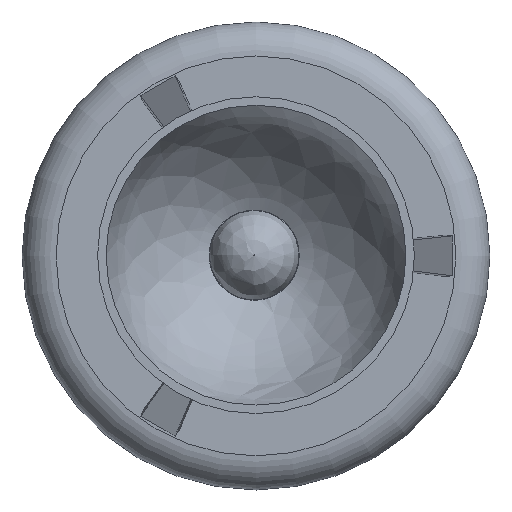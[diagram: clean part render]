
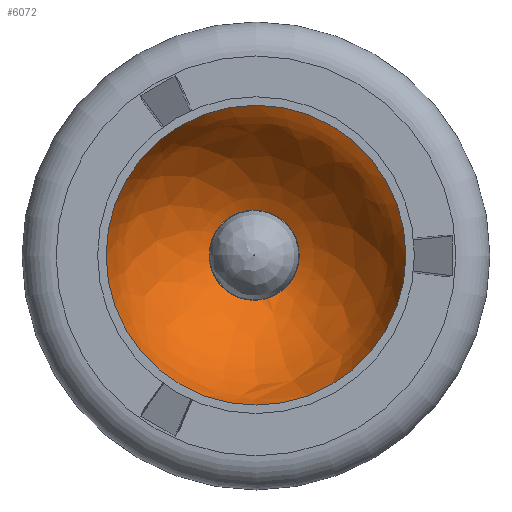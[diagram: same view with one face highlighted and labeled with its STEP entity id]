
A CAD part, top view. The second image highlights one B-rep face of the part: STEP entity #6072.
In plain terms, the highlighted free-form (B-spline) face has degree [2, 2] with [3, 9] control points.
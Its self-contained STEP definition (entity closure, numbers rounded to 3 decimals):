
#266=(
BOUNDED_SURFACE()
B_SPLINE_SURFACE(2,2,((#9576,#9577,#9578,#9579,#9580,#9581,#9582,#9583,
#9584),(#9585,#9586,#9587,#9588,#9589,#9590,#9591,#9592,#9593),(#9594,#9595,
#9596,#9597,#9598,#9599,#9600,#9601,#9602)),.UNSPECIFIED.,.F.,.T.,.F.)
B_SPLINE_SURFACE_WITH_KNOTS((3,3),(3,2,2,2,3),(0.218,1.295),
(-3.142,-1.571,0.,1.571,3.142),
 .UNSPECIFIED.)
GEOMETRIC_REPRESENTATION_ITEM()
RATIONAL_B_SPLINE_SURFACE(((1.,0.707,1.,0.707,1.,
0.707,1.,0.707,1.),(0.858,0.607,
0.858,0.607,0.858,0.607,
0.858,0.607,0.858),(1.,0.707,
1.,0.707,1.,0.707,1.,0.707,1.)))
REPRESENTATION_ITEM('')
SURFACE()
);
#309=CIRCLE('',#6602,5.761);
#310=CIRCLE('',#6603,5.761);
#311=CIRCLE('',#6605,116.97);
#312=CIRCLE('',#6606,88.099);
#616=FACE_OUTER_BOUND('',#980,.T.);
#980=EDGE_LOOP('',(#4166,#4167,#4168,#4169,#4170));
#2564=VERTEX_POINT('',#9570);
#2565=VERTEX_POINT('',#9572);
#2566=VERTEX_POINT('',#9603);
#3184=EDGE_CURVE('',#2565,#2564,#309,.T.);
#3185=EDGE_CURVE('',#2564,#2565,#310,.T.);
#3186=EDGE_CURVE('',#2565,#2566,#311,.T.);
#3187=EDGE_CURVE('',#2566,#2566,#312,.T.);
#4166=ORIENTED_EDGE('',*,*,#3185,.T.);
#4167=ORIENTED_EDGE('',*,*,#3186,.T.);
#4168=ORIENTED_EDGE('',*,*,#3187,.F.);
#4169=ORIENTED_EDGE('',*,*,#3186,.F.);
#4170=ORIENTED_EDGE('',*,*,#3184,.T.);
#6072=ADVANCED_FACE('',(#616),#266,.T.);
#6602=AXIS2_PLACEMENT_3D('',#9573,#7347,#7348);
#6603=AXIS2_PLACEMENT_3D('',#9574,#7349,#7350);
#6605=AXIS2_PLACEMENT_3D('',#9604,#7353,#7354);
#6606=AXIS2_PLACEMENT_3D('',#9605,#7355,#7356);
#7347=DIRECTION('center_axis',(0.,0.,-1.));
#7348=DIRECTION('ref_axis',(0.,1.,0.));
#7349=DIRECTION('center_axis',(0.,0.,-1.));
#7350=DIRECTION('ref_axis',(0.,1.,0.));
#7353=DIRECTION('center_axis',(-0.866,0.5,0.));
#7354=DIRECTION('ref_axis',(-0.5,-0.866,0.));
#7355=DIRECTION('center_axis',(0.,0.,-1.));
#7356=DIRECTION('ref_axis',(-0.5,-0.866,0.));
#9570=CARTESIAN_POINT('',(0.,-5.761,205.213));
#9572=CARTESIAN_POINT('',(-2.881,-4.989,205.213));
#9573=CARTESIAN_POINT('Origin',(0.,0.,205.213));
#9574=CARTESIAN_POINT('Origin',(0.,0.,205.213));
#9576=CARTESIAN_POINT('Ctrl Pts',(-44.049,-76.296,292.5));
#9577=CARTESIAN_POINT('Ctrl Pts',(-120.345,-32.246,292.5));
#9578=CARTESIAN_POINT('Ctrl Pts',(-76.296,44.049,292.5));
#9579=CARTESIAN_POINT('Ctrl Pts',(-32.246,120.345,292.5));
#9580=CARTESIAN_POINT('Ctrl Pts',(44.049,76.296,292.5));
#9581=CARTESIAN_POINT('Ctrl Pts',(120.345,32.246,292.5));
#9582=CARTESIAN_POINT('Ctrl Pts',(76.296,-44.049,292.5));
#9583=CARTESIAN_POINT('Ctrl Pts',(32.246,-120.345,292.5));
#9584=CARTESIAN_POINT('Ctrl Pts',(-44.049,-76.296,292.5));
#9585=CARTESIAN_POINT('Ctrl Pts',(-36.504,-63.227,224.257));
#9586=CARTESIAN_POINT('Ctrl Pts',(-99.731,-26.723,224.257));
#9587=CARTESIAN_POINT('Ctrl Pts',(-63.227,36.504,224.257));
#9588=CARTESIAN_POINT('Ctrl Pts',(-26.723,99.731,224.257));
#9589=CARTESIAN_POINT('Ctrl Pts',(36.504,63.227,224.257));
#9590=CARTESIAN_POINT('Ctrl Pts',(99.731,26.723,224.257));
#9591=CARTESIAN_POINT('Ctrl Pts',(63.227,-36.504,224.257));
#9592=CARTESIAN_POINT('Ctrl Pts',(26.723,-99.731,224.257));
#9593=CARTESIAN_POINT('Ctrl Pts',(-36.504,-63.227,224.257));
#9594=CARTESIAN_POINT('Ctrl Pts',(-2.881,-4.989,205.213));
#9595=CARTESIAN_POINT('Ctrl Pts',(-7.87,-2.109,205.213));
#9596=CARTESIAN_POINT('Ctrl Pts',(-4.989,2.881,205.213));
#9597=CARTESIAN_POINT('Ctrl Pts',(-2.109,7.87,205.213));
#9598=CARTESIAN_POINT('Ctrl Pts',(2.881,4.989,205.213));
#9599=CARTESIAN_POINT('Ctrl Pts',(7.87,2.109,205.213));
#9600=CARTESIAN_POINT('Ctrl Pts',(4.989,-2.881,205.213));
#9601=CARTESIAN_POINT('Ctrl Pts',(2.109,-7.87,205.213));
#9602=CARTESIAN_POINT('Ctrl Pts',(-2.881,-4.989,205.213));
#9603=CARTESIAN_POINT('',(-44.049,-76.296,292.5));
#9604=CARTESIAN_POINT('Origin',(13.056,22.613,317.756));
#9605=CARTESIAN_POINT('Origin',(0.,0.,292.5));
